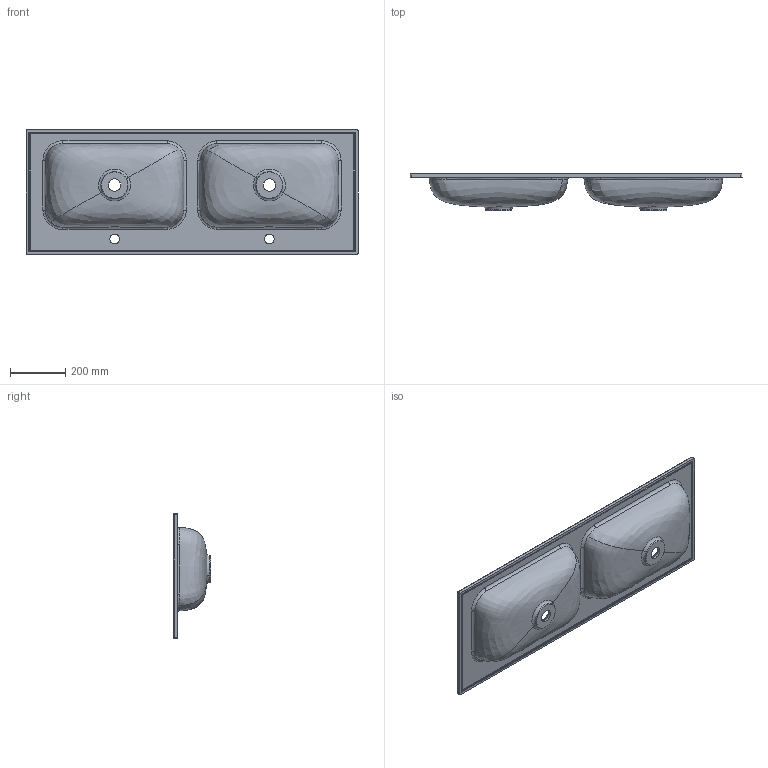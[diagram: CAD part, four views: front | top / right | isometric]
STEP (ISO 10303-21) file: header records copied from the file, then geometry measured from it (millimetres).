
FILE_DESCRIPTION (( 'STEP AP214' ), '1' );
FILE_NAME ('Della 1200D.STEP', '2020-09-24T09:46:00', ( '' ), ( '' ), 'SwSTEP 2.0', 'SolidWorks 2018', '' );
FILE_SCHEMA (( 'AUTOMOTIVE_DESIGN' ));
Length unit declared in the file: millimetre
Products named in the file (1): Della 1200D
Bounding box: 1200.98 x 134 x 450.73 mm (x, y, z)
Volume: 8353903.6 mm3; surface area: 1498433.5 mm2
Topology: 1 solids, 1 shells, 127 faces, 334 edges, 204 vertices
Faces by surface type: bspline 56, cylinder 42, plane 13, cone 8, sphere 8
Entity records: 54796 total; most frequent: CARTESIAN_POINT 52106, ORIENTED_EDGE 652, DIRECTION 432, EDGE_CURVE 326, VERTEX_POINT 204, AXIS2_PLACEMENT_3D 178, EDGE_LOOP 142, FACE_OUTER_BOUND 127
